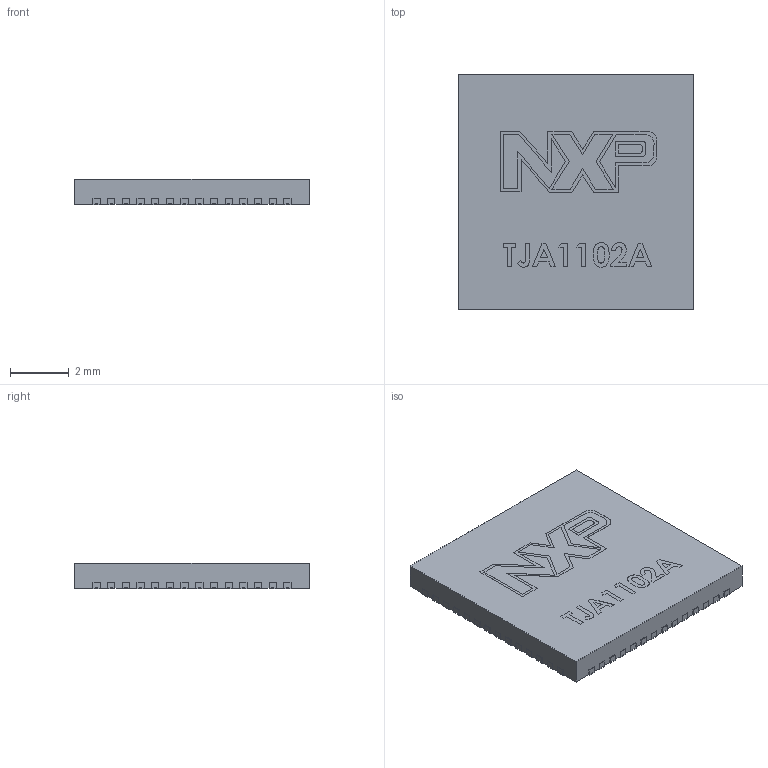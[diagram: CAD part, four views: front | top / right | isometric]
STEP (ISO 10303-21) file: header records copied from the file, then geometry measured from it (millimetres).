
FILE_DESCRIPTION (( 'STEP AP203' ), '1' );
FILE_NAME ('TJA1102A.STEP', '2022-06-05T11:14:22', ( '' ), ( '' ), 'SwSTEP 2.0', 'SolidWorks 2020', '' );
FILE_SCHEMA (( 'CONFIG_CONTROL_DESIGN' ));
Length unit declared in the file: millimetre
Products named in the file (1): TJA1102A
Bounding box: 8.04 x 8.04 x 0.87 mm (x, y, z)
Volume: 55.1 mm3; surface area: 158.6 mm2
Topology: 1 solids, 1 shells, 837 faces, 2423 edges, 1606 vertices
Faces by surface type: plane 663, cylinder 154, bspline 20
Entity records: 28458 total; most frequent: CARTESIAN_POINT 6167, ORIENTED_EDGE 4846, DIRECTION 4327, EDGE_CURVE 2423, LINE 2075, VECTOR 2075, VERTEX_POINT 1606, AXIS2_PLACEMENT_3D 1126
